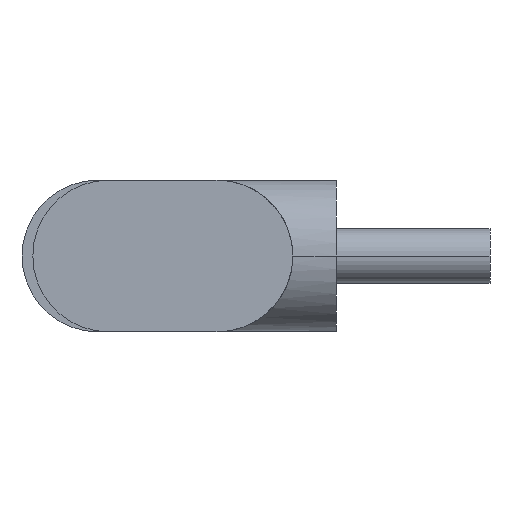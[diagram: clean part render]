
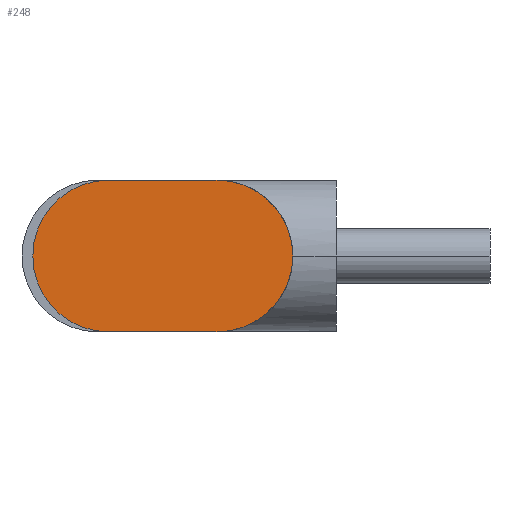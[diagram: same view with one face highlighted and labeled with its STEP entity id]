
A CAD part, front view. The second image highlights one B-rep face of the part: STEP entity #248.
In plain terms, the highlighted planar face has unit normal (0, -1, 0).
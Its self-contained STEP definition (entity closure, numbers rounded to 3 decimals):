
#12 = EDGE_CURVE ( 'NONE', #934, #758, #1520, .T. ) ;
#30 = DIRECTION ( 'NONE',  ( 0., -1., 0. ) ) ;
#51 = CIRCLE ( 'NONE', #377, 3.5 ) ;
#74 = AXIS2_PLACEMENT_3D ( 'NONE', #238, #337, #330 ) ;
#94 = CARTESIAN_POINT ( 'NONE',  ( 2.5, -146.5, 0. ) ) ;
#179 = CIRCLE ( 'NONE', #1217, 3.5 ) ;
#214 = CARTESIAN_POINT ( 'NONE',  ( 2.5, -146.5, -3.5 ) ) ;
#230 = AXIS2_PLACEMENT_3D ( 'NONE', #94, #797, #1272 ) ;
#238 = CARTESIAN_POINT ( 'NONE',  ( 6., -146.5, 3.5 ) ) ;
#242 = EDGE_LOOP ( 'NONE', ( #485, #457, #1117, #1460, #1054, #1296 ) ) ;
#248 = ADVANCED_FACE ( 'NONE', ( #1536 ), #1401, .F. ) ;
#258 = CIRCLE ( 'NONE', #230, 3.5 ) ;
#263 = CARTESIAN_POINT ( 'NONE',  ( -2.5, -146.5, -3.5 ) ) ;
#269 = CARTESIAN_POINT ( 'NONE',  ( -6., -146.5, 0. ) ) ;
#274 = CARTESIAN_POINT ( 'NONE',  ( 6., -146.5, 3.5 ) ) ;
#330 = DIRECTION ( 'NONE',  ( 0., 0., 1. ) ) ;
#337 = DIRECTION ( 'NONE',  ( 0., 1., 0. ) ) ;
#374 = VERTEX_POINT ( 'NONE', #263 ) ;
#377 = AXIS2_PLACEMENT_3D ( 'NONE', #1548, #1335, #586 ) ;
#378 = DIRECTION ( 'NONE',  ( 0., 0., 1. ) ) ;
#384 = EDGE_CURVE ( 'NONE', #374, #942, #718, .T. ) ;
#457 = ORIENTED_EDGE ( 'NONE', *, *, #12, .T. ) ;
#485 = ORIENTED_EDGE ( 'NONE', *, *, #1180, .F. ) ;
#543 = AXIS2_PLACEMENT_3D ( 'NONE', #860, #30, #1339 ) ;
#544 = CARTESIAN_POINT ( 'NONE',  ( 6., -146.5, 0. ) ) ;
#568 = VECTOR ( 'NONE', #955, 1000. ) ;
#586 = DIRECTION ( 'NONE',  ( 0., 0., 1. ) ) ;
#616 = VERTEX_POINT ( 'NONE', #1157 ) ;
#627 = CARTESIAN_POINT ( 'NONE',  ( 6., -146.5, -3.5 ) ) ;
#718 = LINE ( 'NONE', #627, #568 ) ;
#758 = VERTEX_POINT ( 'NONE', #269 ) ;
#797 = DIRECTION ( 'NONE',  ( 0., -1., 0. ) ) ;
#860 = CARTESIAN_POINT ( 'NONE',  ( -2.5, -146.5, 0. ) ) ;
#934 = VERTEX_POINT ( 'NONE', #1155 ) ;
#942 = VERTEX_POINT ( 'NONE', #214 ) ;
#955 = DIRECTION ( 'NONE',  ( 1., 0., 0. ) ) ;
#963 = VERTEX_POINT ( 'NONE', #544 ) ;
#998 = DIRECTION ( 'NONE',  ( 1., 0., 0. ) ) ;
#1005 = EDGE_CURVE ( 'NONE', #942, #963, #258, .T. ) ;
#1054 = ORIENTED_EDGE ( 'NONE', *, *, #1005, .T. ) ;
#1070 = EDGE_CURVE ( 'NONE', #963, #616, #179, .T. ) ;
#1080 = EDGE_CURVE ( 'NONE', #758, #374, #51, .T. ) ;
#1117 = ORIENTED_EDGE ( 'NONE', *, *, #1080, .T. ) ;
#1131 = LINE ( 'NONE', #274, #1150 ) ;
#1150 = VECTOR ( 'NONE', #998, 1000. ) ;
#1155 = CARTESIAN_POINT ( 'NONE',  ( -2.5, -146.5, 3.5 ) ) ;
#1157 = CARTESIAN_POINT ( 'NONE',  ( 2.5, -146.5, 3.5 ) ) ;
#1180 = EDGE_CURVE ( 'NONE', #934, #616, #1131, .T. ) ;
#1186 = DIRECTION ( 'NONE',  ( 0., -1., 0. ) ) ;
#1217 = AXIS2_PLACEMENT_3D ( 'NONE', #1442, #1186, #378 ) ;
#1272 = DIRECTION ( 'NONE',  ( 0., 0., 1. ) ) ;
#1296 = ORIENTED_EDGE ( 'NONE', *, *, #1070, .T. ) ;
#1335 = DIRECTION ( 'NONE',  ( 0., -1., 0. ) ) ;
#1339 = DIRECTION ( 'NONE',  ( 0., 0., 1. ) ) ;
#1401 = PLANE ( 'NONE',  #74 ) ;
#1442 = CARTESIAN_POINT ( 'NONE',  ( 2.5, -146.5, 0. ) ) ;
#1460 = ORIENTED_EDGE ( 'NONE', *, *, #384, .T. ) ;
#1520 = CIRCLE ( 'NONE', #543, 3.5 ) ;
#1536 = FACE_OUTER_BOUND ( 'NONE', #242, .T. ) ;
#1548 = CARTESIAN_POINT ( 'NONE',  ( -2.5, -146.5, 0. ) ) ;
